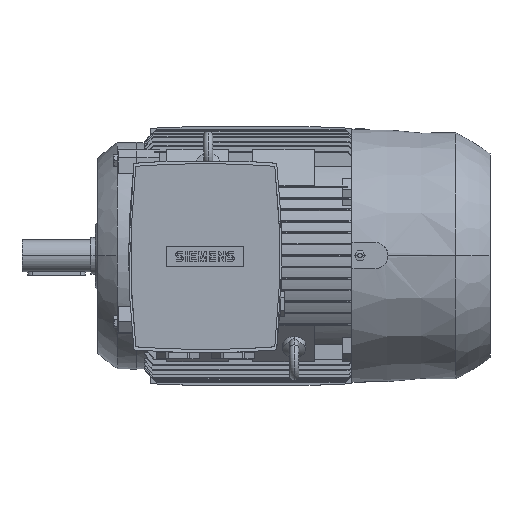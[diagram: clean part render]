
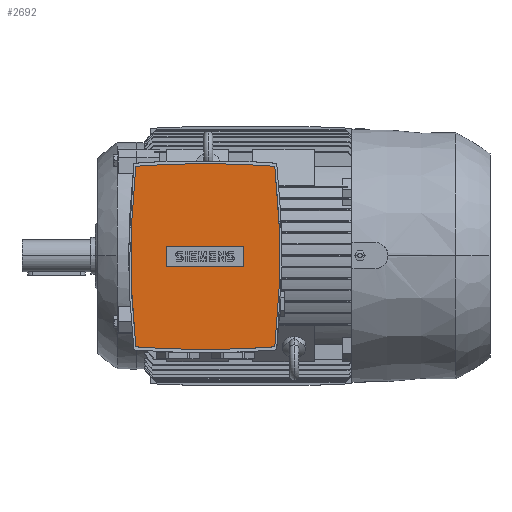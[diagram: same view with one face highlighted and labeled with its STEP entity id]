
A CAD part, top view. The second image highlights one B-rep face of the part: STEP entity #2692.
In plain terms, the highlighted planar face has unit normal (0, 0, 1).
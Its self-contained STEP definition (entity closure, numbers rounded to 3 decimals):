
#2692=ADVANCED_FACE('',(#5927,#5928),#5929,.T.);
#5927=FACE_BOUND('',#9710,.T.);
#5928=FACE_OUTER_BOUND('',#9711,.T.);
#5929=PLANE('',#9712);
#9710=EDGE_LOOP('',(#18097,#18098,#18099,#18100));
#9711=EDGE_LOOP('',(#18101,#18102,#18103,#18104,#18105,#18106));
#9712=AXIS2_PLACEMENT_3D('',#18107,#18108,#18109);
#18097=ORIENTED_EDGE('',*,*,#26166,.T.);
#18098=ORIENTED_EDGE('',*,*,#26170,.T.);
#18099=ORIENTED_EDGE('',*,*,#26173,.T.);
#18100=ORIENTED_EDGE('',*,*,#26175,.T.);
#18101=ORIENTED_EDGE('',*,*,#26251,.T.);
#18102=ORIENTED_EDGE('',*,*,#26253,.T.);
#18103=ORIENTED_EDGE('',*,*,#23617,.T.);
#18104=ORIENTED_EDGE('',*,*,#26245,.T.);
#18105=ORIENTED_EDGE('',*,*,#23628,.T.);
#18106=ORIENTED_EDGE('',*,*,#26242,.T.);
#18107=CARTESIAN_POINT('',(60.0,-1.0,196.0));
#18108=DIRECTION('',(0.0,0.0,1.0));
#18109=DIRECTION('',(0.0,-1.0,0.0));
#23617=EDGE_CURVE('',#28641,#28645,#28647,.T.);
#23628=EDGE_CURVE('',#28667,#28664,#28668,.T.);
#26166=EDGE_CURVE('',#32464,#32462,#32465,.T.);
#26170=EDGE_CURVE('',#32462,#32468,#32470,.T.);
#26173=EDGE_CURVE('',#32468,#32472,#32474,.T.);
#26175=EDGE_CURVE('',#32472,#32464,#32476,.T.);
#26242=EDGE_CURVE('',#28664,#32571,#32573,.T.);
#26245=EDGE_CURVE('',#28645,#28667,#32576,.T.);
#26251=EDGE_CURVE('',#32571,#32581,#32583,.T.);
#26253=EDGE_CURVE('',#32581,#28641,#32585,.T.);
#28641=VERTEX_POINT('',#37628);
#28645=VERTEX_POINT('',#37633);
#28647=CIRCLE('',#37636,828.12);
#28664=VERTEX_POINT('',#37678);
#28667=VERTEX_POINT('',#37682);
#28668=CIRCLE('',#37683,828.12);
#32462=VERTEX_POINT('',#49286);
#32464=VERTEX_POINT('',#49289);
#32465=LINE('',#49290,#49291);
#32468=VERTEX_POINT('',#49295);
#32470=LINE('',#49298,#49299);
#32472=VERTEX_POINT('',#49301);
#32474=LINE('',#49304,#49305);
#32476=LINE('',#49307,#49308);
#32571=VERTEX_POINT('',#49446);
#32573=CIRCLE('',#49449,828.12);
#32576=CIRCLE('',#49452,717.2);
#32581=VERTEX_POINT('',#49458);
#32583=CIRCLE('',#49461,717.2);
#32585=CIRCLE('',#49463,828.12);
#37628=CARTESIAN_POINT('',(60.,-82.0,196.0));
#37633=CARTESIAN_POINT('',(120.661,-79.775,196.0));
#37636=AXIS2_PLACEMENT_3D('',#54632,#54633,#54634);
#37678=CARTESIAN_POINT('',(60.,80.0,196.0));
#37682=CARTESIAN_POINT('',(120.661,77.775,196.0));
#37683=AXIS2_PLACEMENT_3D('',#54648,#54649,#54650);
#49286=CARTESIAN_POINT('',(26.25,-10.05,196.0));
#49289=CARTESIAN_POINT('',(93.75,-10.05,196.0));
#49290=CARTESIAN_POINT('',(60.0,-10.05,196.0));
#49291=VECTOR('',#56835,1.0);
#49295=CARTESIAN_POINT('',(26.25,8.05,196.0));
#49298=CARTESIAN_POINT('',(26.25,-1.0,196.0));
#49299=VECTOR('',#56838,1.0);
#49301=CARTESIAN_POINT('',(93.75,8.05,196.0));
#49304=CARTESIAN_POINT('',(60.0,8.05,196.0));
#49305=VECTOR('',#56840,1.0);
#49307=CARTESIAN_POINT('',(93.75,-1.0,196.0));
#49308=VECTOR('',#56841,1.0);
#49446=CARTESIAN_POINT('',(-0.661,77.775,196.0));
#49449=AXIS2_PLACEMENT_3D('',#56940,#56941,#56942);
#49452=AXIS2_PLACEMENT_3D('',#56943,#56944,#56945);
#49458=CARTESIAN_POINT('',(-0.661,-79.775,196.0));
#49461=AXIS2_PLACEMENT_3D('',#56948,#56949,#56950);
#49463=AXIS2_PLACEMENT_3D('',#56951,#56952,#56953);
#54632=CARTESIAN_POINT('',(60.0,746.12,196.0));
#54633=DIRECTION('',(0.0,-0.0,1.0));
#54634=DIRECTION('',(0.0,1.0,0.0));
#54648=CARTESIAN_POINT('',(60.0,-748.12,196.0));
#54649=DIRECTION('',(0.0,-0.0,1.0));
#54650=DIRECTION('',(0.0,1.0,0.0));
#56835=DIRECTION('',(-1.0,0.0,0.0));
#56838=DIRECTION('',(0.0,1.0,0.0));
#56840=DIRECTION('',(1.0,0.0,-0.0));
#56841=DIRECTION('',(0.0,-1.0,0.0));
#56940=CARTESIAN_POINT('',(60.0,-748.12,196.0));
#56941=DIRECTION('',(0.0,-0.0,1.0));
#56942=DIRECTION('',(0.0,1.0,0.0));
#56943=CARTESIAN_POINT('',(-592.2,-1.0,196.0));
#56944=DIRECTION('',(0.0,-0.0,1.0));
#56945=DIRECTION('',(0.0,1.0,0.0));
#56948=CARTESIAN_POINT('',(712.2,-1.0,196.0));
#56949=DIRECTION('',(0.0,-0.0,1.0));
#56950=DIRECTION('',(0.0,1.0,0.0));
#56951=CARTESIAN_POINT('',(60.0,746.12,196.0));
#56952=DIRECTION('',(0.0,-0.0,1.0));
#56953=DIRECTION('',(0.0,1.0,0.0));
